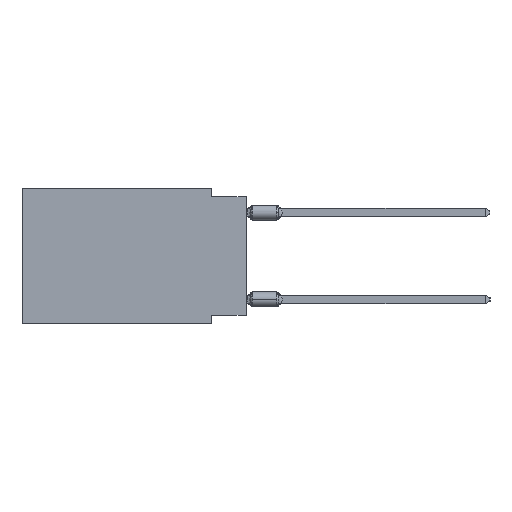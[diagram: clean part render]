
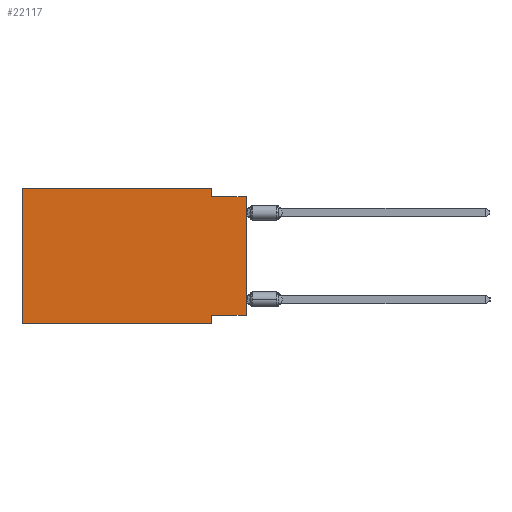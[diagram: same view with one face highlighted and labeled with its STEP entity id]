
A CAD part, left-side view. The second image highlights one B-rep face of the part: STEP entity #22117.
In plain terms, the highlighted planar face has unit normal (-1, 0, 0).
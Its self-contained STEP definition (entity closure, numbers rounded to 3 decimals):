
#2312 = VECTOR ( 'NONE', #47345, 1000. ) ;
#2337 = ORIENTED_EDGE ( 'NONE', *, *, #20804, .F. ) ;
#4061 = CARTESIAN_POINT ( 'NONE',  ( 0., 0., 0. ) ) ;
#6776 = CARTESIAN_POINT ( 'NONE',  ( 0., 0., -9.271 ) ) ;
#7992 = CARTESIAN_POINT ( 'NONE',  ( 0., 0., -0.635 ) ) ;
#8205 = LINE ( 'NONE', #4061, #13435 ) ;
#8542 = CARTESIAN_POINT ( 'NONE',  ( 0., 16.383, 0. ) ) ;
#8632 = LINE ( 'NONE', #38132, #49111 ) ;
#9026 = EDGE_LOOP ( 'NONE', ( #11748, #33380, #26150, #18017, #30708, #17277, #16013, #2337 ) ) ;
#9665 = VERTEX_POINT ( 'NONE', #48033 ) ;
#10323 = CARTESIAN_POINT ( 'NONE',  ( 0., 2.54, -9.906 ) ) ;
#10336 = DIRECTION ( 'NONE',  ( 0., -1., 0. ) ) ;
#10619 = VECTOR ( 'NONE', #30824, 1000. ) ;
#11748 = ORIENTED_EDGE ( 'NONE', *, *, #20809, .T. ) ;
#11853 = DIRECTION ( 'NONE',  ( 0., 0., -1. ) ) ;
#12144 = DIRECTION ( 'NONE',  ( 1., 0., 0. ) ) ;
#12629 = AXIS2_PLACEMENT_3D ( 'NONE', #8542, #12144, #11853 ) ;
#13117 = LINE ( 'NONE', #29562, #2312 ) ;
#13435 = VECTOR ( 'NONE', #20446, 1000. ) ;
#13813 = CARTESIAN_POINT ( 'NONE',  ( 0., 16.383, 0. ) ) ;
#14673 = CARTESIAN_POINT ( 'NONE',  ( 0., 2.54, 0. ) ) ;
#14762 = DIRECTION ( 'NONE',  ( 0., 0., -1. ) ) ;
#15040 = CARTESIAN_POINT ( 'NONE',  ( 0., 16.383, 0. ) ) ;
#16013 = ORIENTED_EDGE ( 'NONE', *, *, #37056, .F. ) ;
#17277 = ORIENTED_EDGE ( 'NONE', *, *, #37260, .T. ) ;
#18017 = ORIENTED_EDGE ( 'NONE', *, *, #43716, .F. ) ;
#20446 = DIRECTION ( 'NONE',  ( 0., 0., 1. ) ) ;
#20804 = EDGE_CURVE ( 'NONE', #52322, #9665, #33268, .T. ) ;
#20809 = EDGE_CURVE ( 'NONE', #52322, #27315, #8205, .T. ) ;
#21885 = CARTESIAN_POINT ( 'NONE',  ( 0., 16.383, -9.906 ) ) ;
#21957 = DIRECTION ( 'NONE',  ( 0., -1., 0. ) ) ;
#22117 = ADVANCED_FACE ( 'NONE', ( #38047 ), #55012, .F. ) ;
#25146 = CARTESIAN_POINT ( 'NONE',  ( 0., 2.54, -9.906 ) ) ;
#25431 = CARTESIAN_POINT ( 'NONE',  ( 0., 2.54, -0.635 ) ) ;
#26150 = ORIENTED_EDGE ( 'NONE', *, *, #51420, .F. ) ;
#27315 = VERTEX_POINT ( 'NONE', #7992 ) ;
#29562 = CARTESIAN_POINT ( 'NONE',  ( 0., 2.54, 0. ) ) ;
#30708 = ORIENTED_EDGE ( 'NONE', *, *, #44289, .F. ) ;
#30824 = DIRECTION ( 'NONE',  ( 0., -1., 0. ) ) ;
#31103 = VECTOR ( 'NONE', #36507, 1000. ) ;
#31506 = LINE ( 'NONE', #47365, #46125 ) ;
#33005 = VECTOR ( 'NONE', #42183, 1000. ) ;
#33268 = LINE ( 'NONE', #50261, #33005 ) ;
#33380 = ORIENTED_EDGE ( 'NONE', *, *, #43026, .F. ) ;
#34621 = VERTEX_POINT ( 'NONE', #14673 ) ;
#35919 = CARTESIAN_POINT ( 'NONE',  ( 0., 16.383, 0. ) ) ;
#36507 = DIRECTION ( 'NONE',  ( 0., 0., 1. ) ) ;
#37056 = EDGE_CURVE ( 'NONE', #9665, #38722, #44832, .T. ) ;
#37260 = EDGE_CURVE ( 'NONE', #42007, #38722, #8632, .T. ) ;
#38047 = FACE_OUTER_BOUND ( 'NONE', #9026, .T. ) ;
#38132 = CARTESIAN_POINT ( 'NONE',  ( 0., 16.383, -9.906 ) ) ;
#38722 = VERTEX_POINT ( 'NONE', #25146 ) ;
#40530 = VERTEX_POINT ( 'NONE', #35919 ) ;
#42007 = VERTEX_POINT ( 'NONE', #21885 ) ;
#42183 = DIRECTION ( 'NONE',  ( 0., 1., 0. ) ) ;
#42765 = VECTOR ( 'NONE', #14762, 1000. ) ;
#43026 = EDGE_CURVE ( 'NONE', #49313, #27315, #31506, .T. ) ;
#43338 = LINE ( 'NONE', #13813, #10619 ) ;
#43716 = EDGE_CURVE ( 'NONE', #40530, #34621, #43338, .T. ) ;
#44289 = EDGE_CURVE ( 'NONE', #42007, #40530, #45676, .T. ) ;
#44832 = LINE ( 'NONE', #10323, #42765 ) ;
#45676 = LINE ( 'NONE', #15040, #31103 ) ;
#46125 = VECTOR ( 'NONE', #10336, 1000. ) ;
#47345 = DIRECTION ( 'NONE',  ( 0., 0., -1. ) ) ;
#47365 = CARTESIAN_POINT ( 'NONE',  ( 0., 0., -0.635 ) ) ;
#48033 = CARTESIAN_POINT ( 'NONE',  ( 0., 2.54, -9.271 ) ) ;
#49111 = VECTOR ( 'NONE', #21957, 1000. ) ;
#49313 = VERTEX_POINT ( 'NONE', #25431 ) ;
#50261 = CARTESIAN_POINT ( 'NONE',  ( 0., 0., -9.271 ) ) ;
#51420 = EDGE_CURVE ( 'NONE', #34621, #49313, #13117, .T. ) ;
#52322 = VERTEX_POINT ( 'NONE', #6776 ) ;
#55012 = PLANE ( 'NONE',  #12629 ) ;
